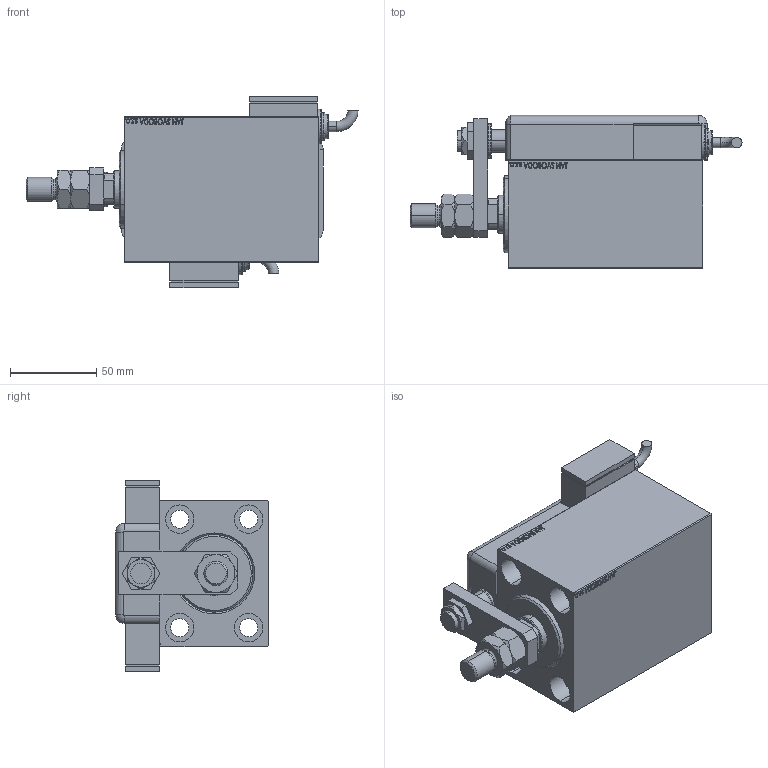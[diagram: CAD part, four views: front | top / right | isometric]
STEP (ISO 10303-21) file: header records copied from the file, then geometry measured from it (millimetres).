
FILE_DESCRIPTION (( 'STEP AP203' ), '1' );
FILE_NAME ('d24c.STEP', '2021-05-17T09:57:40', ( '' ), ( '' ), 'SwSTEP 2.0', 'SolidWorks 2019', '' );
FILE_SCHEMA (( 'CONFIG_CONTROL_DESIGN' ));
Length unit declared in the file: millimetre
Products named in the file (14): NUT_D19 b0bfd665711e9f5b7f383450d8d75914; NUT_D13 b0bfd665711e9f5b7f383450d8d75914; ZARAZKA_Q b0bfd665711e9f5b7f383450d8d75914; MAGNETIC SWITCH Q b0bfd665711e9f5b7f383450d8d75914; TYC b0bfd665711e9f5b7f383450d8d75914; Q_T_W_MTA b0bfd665711e9f5b7f383450d8d75914; V450CM_C_VCP b0bfd665711e9f5b7f383450d8d75914; SWITCH DIM A_G b0bfd665711e9f5b7f383450d8d75914; V450CM_C b0bfd665711e9f5b7f383450d8d75914; SWITCH Q b0bfd665711e9f5b7f383450d8d75914; V450CM_VC_B b0bfd665711e9f5b7f383450d8d75914; SWITCH_Q_FRONT_BACK b0bfd665711e9f5b7f383450d8d75914; d24c; KRYT b0bfd665711e9f5b7f383450d8d75914
Assembly tree (14 placements, depth 3):
  d24c
    V450CM_C b0bfd665711e9f5b7f383450d8d75914
    V450CM_C_VCP b0bfd665711e9f5b7f383450d8d75914
    V450CM_VC_B b0bfd665711e9f5b7f383450d8d75914
    MAGNETIC SWITCH Q b0bfd665711e9f5b7f383450d8d75914
      SWITCH_Q_FRONT_BACK b0bfd665711e9f5b7f383450d8d75914
      TYC b0bfd665711e9f5b7f383450d8d75914
      ZARAZKA_Q b0bfd665711e9f5b7f383450d8d75914
      SWITCH DIM A_G b0bfd665711e9f5b7f383450d8d75914
      NUT_D19 b0bfd665711e9f5b7f383450d8d75914
      NUT_D13 b0bfd665711e9f5b7f383450d8d75914
      KRYT b0bfd665711e9f5b7f383450d8d75914
      SWITCH Q b0bfd665711e9f5b7f383450d8d75914  x2
    Q_T_W_MTA b0bfd665711e9f5b7f383450d8d75914
Bounding box: 192.76 x 88.8 x 111 mm (x, y, z)
Volume: 667884.1 mm3; surface area: 155096.6 mm2
Topology: 14 solids, 14 shells, 1295 faces, 3265 edges, 2143 vertices
Faces by surface type: plane 629, bspline 471, cylinder 119, cone 50, torus 24, sphere 2
Entity records: 61373 total; most frequent: CARTESIAN_POINT 32730, ORIENTED_EDGE 6334, DIRECTION 4055, EDGE_CURVE 3167, VERTEX_POINT 2083, VECTOR 1847, LINE 1847, EDGE_LOOP 1428
